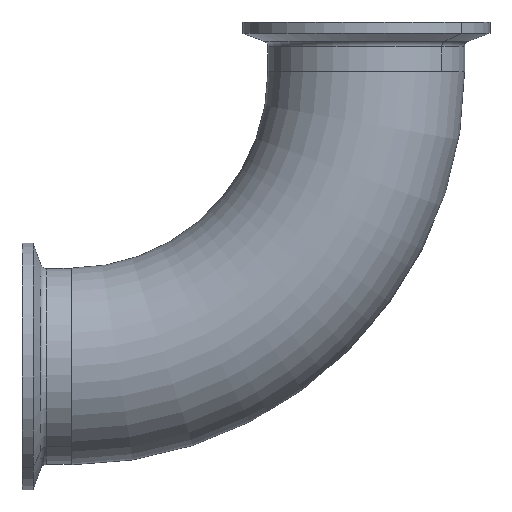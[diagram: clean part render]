
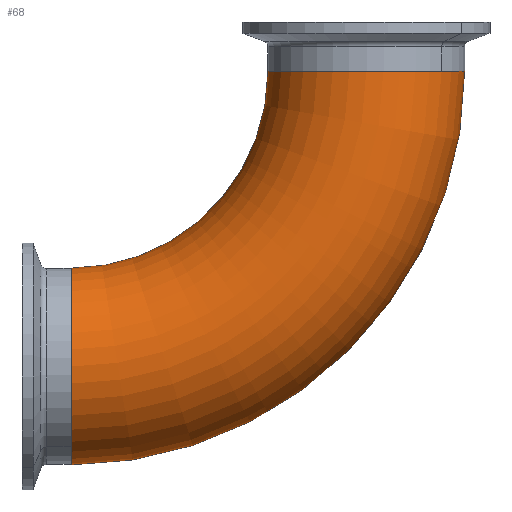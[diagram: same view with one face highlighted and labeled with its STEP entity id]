
A CAD part, front view. The second image highlights one B-rep face of the part: STEP entity #68.
In plain terms, the highlighted toroidal (fillet/blend) face has major radius 76.2 mm and minor radius 25.4 mm.
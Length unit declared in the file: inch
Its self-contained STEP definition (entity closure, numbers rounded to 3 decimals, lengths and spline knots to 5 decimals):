
#20 = EDGE_CURVE ( 'NONE', #993, #662, #374, .T. ) ;
#31 = CARTESIAN_POINT ( 'NONE',  ( 3., 0., 0. ) ) ;
#68 = ADVANCED_FACE ( 'NONE', ( #347 ), #130, .T. ) ;
#96 = CIRCLE ( 'NONE', #313, 1. ) ;
#126 = AXIS2_PLACEMENT_3D ( 'NONE', #883, #968, #411 ) ;
#130 = TOROIDAL_SURFACE ( 'NONE', #669, 3., 1. ) ;
#134 = EDGE_LOOP ( 'NONE', ( #738, #651, #365, #628 ) ) ;
#158 = CIRCLE ( 'NONE', #126, 4. ) ;
#202 = DIRECTION ( 'NONE',  ( 1., 0., 0. ) ) ;
#215 = CARTESIAN_POINT ( 'NONE',  ( 0., 0., -2. ) ) ;
#313 = AXIS2_PLACEMENT_3D ( 'NONE', #31, #360, #202 ) ;
#332 = DIRECTION ( 'NONE',  ( 0., -1., 0. ) ) ;
#347 = FACE_OUTER_BOUND ( 'NONE', #134, .T. ) ;
#349 = EDGE_CURVE ( 'NONE', #661, #896, #158, .T. ) ;
#358 = CIRCLE ( 'NONE', #620, 1. ) ;
#360 = DIRECTION ( 'NONE',  ( 0., 0., 1. ) ) ;
#365 = ORIENTED_EDGE ( 'NONE', *, *, #707, .F. ) ;
#374 = CIRCLE ( 'NONE', #592, 2. ) ;
#411 = DIRECTION ( 'NONE',  ( 0., 0., -1. ) ) ;
#534 = DIRECTION ( 'NONE',  ( 0., 0., -1. ) ) ;
#592 = AXIS2_PLACEMENT_3D ( 'NONE', #656, #332, #819 ) ;
#602 = CARTESIAN_POINT ( 'NONE',  ( 0., 0., -3. ) ) ;
#620 = AXIS2_PLACEMENT_3D ( 'NONE', #602, #924, #534 ) ;
#628 = ORIENTED_EDGE ( 'NONE', *, *, #20, .F. ) ;
#651 = ORIENTED_EDGE ( 'NONE', *, *, #349, .T. ) ;
#656 = CARTESIAN_POINT ( 'NONE',  ( 0., 0., 0. ) ) ;
#661 = VERTEX_POINT ( 'NONE', #678 ) ;
#662 = VERTEX_POINT ( 'NONE', #842 ) ;
#663 = DIRECTION ( 'NONE',  ( 0., -1., 0. ) ) ;
#669 = AXIS2_PLACEMENT_3D ( 'NONE', #914, #663, #823 ) ;
#678 = CARTESIAN_POINT ( 'NONE',  ( 0., 0., -4. ) ) ;
#681 = CARTESIAN_POINT ( 'NONE',  ( 4., 0., 0. ) ) ;
#686 = EDGE_CURVE ( 'NONE', #993, #661, #358, .T. ) ;
#707 = EDGE_CURVE ( 'NONE', #662, #896, #96, .T. ) ;
#738 = ORIENTED_EDGE ( 'NONE', *, *, #686, .T. ) ;
#819 = DIRECTION ( 'NONE',  ( 0., 0., -1. ) ) ;
#823 = DIRECTION ( 'NONE',  ( 0., 0., -1. ) ) ;
#842 = CARTESIAN_POINT ( 'NONE',  ( 2., 0., 0. ) ) ;
#883 = CARTESIAN_POINT ( 'NONE',  ( 0., 0., 0. ) ) ;
#896 = VERTEX_POINT ( 'NONE', #681 ) ;
#914 = CARTESIAN_POINT ( 'NONE',  ( 0., 0., 0. ) ) ;
#924 = DIRECTION ( 'NONE',  ( 1., 0., 0. ) ) ;
#968 = DIRECTION ( 'NONE',  ( 0., -1., 0. ) ) ;
#993 = VERTEX_POINT ( 'NONE', #215 ) ;
